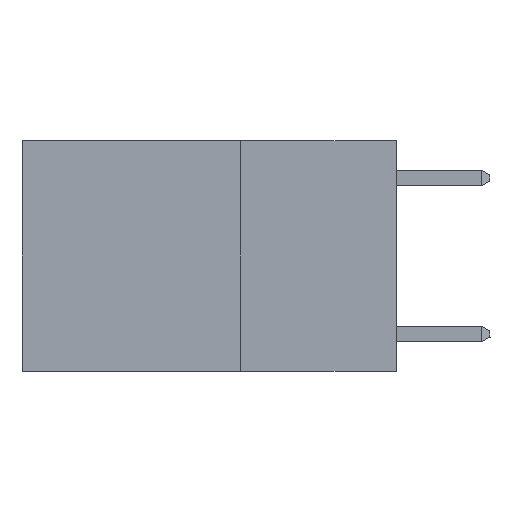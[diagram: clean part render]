
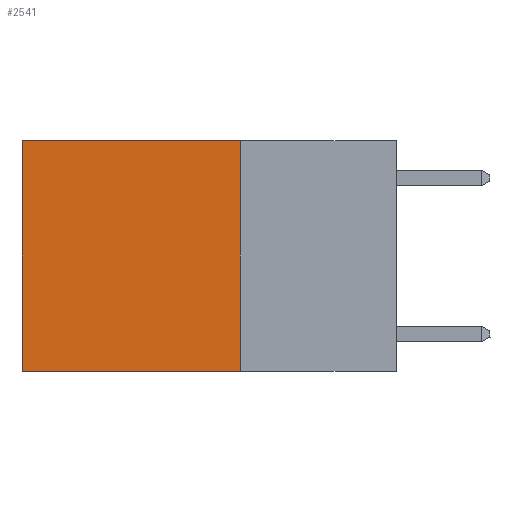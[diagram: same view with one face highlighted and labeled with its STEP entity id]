
A CAD part, left-side view. The second image highlights one B-rep face of the part: STEP entity #2541.
In plain terms, the highlighted planar face has unit normal (-1, 0, 0).
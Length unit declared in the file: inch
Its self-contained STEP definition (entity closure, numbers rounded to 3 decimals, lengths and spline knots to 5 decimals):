
#7 = CARTESIAN_POINT ( 'NONE',  ( 0.2625, 0.6, 0. ) ) ;
#85 = CARTESIAN_POINT ( 'NONE',  ( 0.2625, 0.25, 0. ) ) ;
#736 = VECTOR ( 'NONE', #5834, 39.37008 ) ;
#1189 = ORIENTED_EDGE ( 'NONE', *, *, #1343, .F. ) ;
#1225 = DIRECTION ( 'NONE',  ( 0., 0., -1. ) ) ;
#1343 = EDGE_CURVE ( 'NONE', #7812, #3038, #6356, .T. ) ;
#1590 = DIRECTION ( 'NONE',  ( 1., 0., 0. ) ) ;
#1631 = PLANE ( 'NONE',  #2478 ) ;
#1705 = LINE ( 'NONE', #4977, #5439 ) ;
#2124 = EDGE_LOOP ( 'NONE', ( #7253, #1189, #3549, #8503 ) ) ;
#2240 = VERTEX_POINT ( 'NONE', #7205 ) ;
#2317 = VERTEX_POINT ( 'NONE', #5190 ) ;
#2478 = AXIS2_PLACEMENT_3D ( 'NONE', #7661, #1590, #7022 ) ;
#2541 = ADVANCED_FACE ( 'NONE', ( #2935 ), #1631, .F. ) ;
#2701 = LINE ( 'NONE', #7, #7398 ) ;
#2935 = FACE_OUTER_BOUND ( 'NONE', #2124, .T. ) ;
#3038 = VERTEX_POINT ( 'NONE', #6345 ) ;
#3158 = EDGE_CURVE ( 'NONE', #2317, #3038, #2701, .T. ) ;
#3549 = ORIENTED_EDGE ( 'NONE', *, *, #5546, .F. ) ;
#4276 = DIRECTION ( 'NONE',  ( 0., 1., 0. ) ) ;
#4811 = LINE ( 'NONE', #85, #8677 ) ;
#4977 = CARTESIAN_POINT ( 'NONE',  ( 0.2625, 0.25, 0. ) ) ;
#5190 = CARTESIAN_POINT ( 'NONE',  ( 0.2625, 0.6, 0. ) ) ;
#5439 = VECTOR ( 'NONE', #6470, 39.37008 ) ;
#5546 = EDGE_CURVE ( 'NONE', #2240, #7812, #1705, .T. ) ;
#5654 = CARTESIAN_POINT ( 'NONE',  ( 0.2625, 0.25, -0.37 ) ) ;
#5834 = DIRECTION ( 'NONE',  ( 0., 1., 0. ) ) ;
#6345 = CARTESIAN_POINT ( 'NONE',  ( 0.2625, 0.6, -0.37 ) ) ;
#6356 = LINE ( 'NONE', #8467, #736 ) ;
#6470 = DIRECTION ( 'NONE',  ( 0., 0., -1. ) ) ;
#7022 = DIRECTION ( 'NONE',  ( 0., 0., -1. ) ) ;
#7205 = CARTESIAN_POINT ( 'NONE',  ( 0.2625, 0.25, 0. ) ) ;
#7253 = ORIENTED_EDGE ( 'NONE', *, *, #3158, .T. ) ;
#7398 = VECTOR ( 'NONE', #1225, 39.37008 ) ;
#7661 = CARTESIAN_POINT ( 'NONE',  ( 0.2625, 0.25, 0. ) ) ;
#7812 = VERTEX_POINT ( 'NONE', #5654 ) ;
#7985 = EDGE_CURVE ( 'NONE', #2240, #2317, #4811, .T. ) ;
#8467 = CARTESIAN_POINT ( 'NONE',  ( 0.2625, 0.25, -0.37 ) ) ;
#8503 = ORIENTED_EDGE ( 'NONE', *, *, #7985, .T. ) ;
#8677 = VECTOR ( 'NONE', #4276, 39.37008 ) ;
